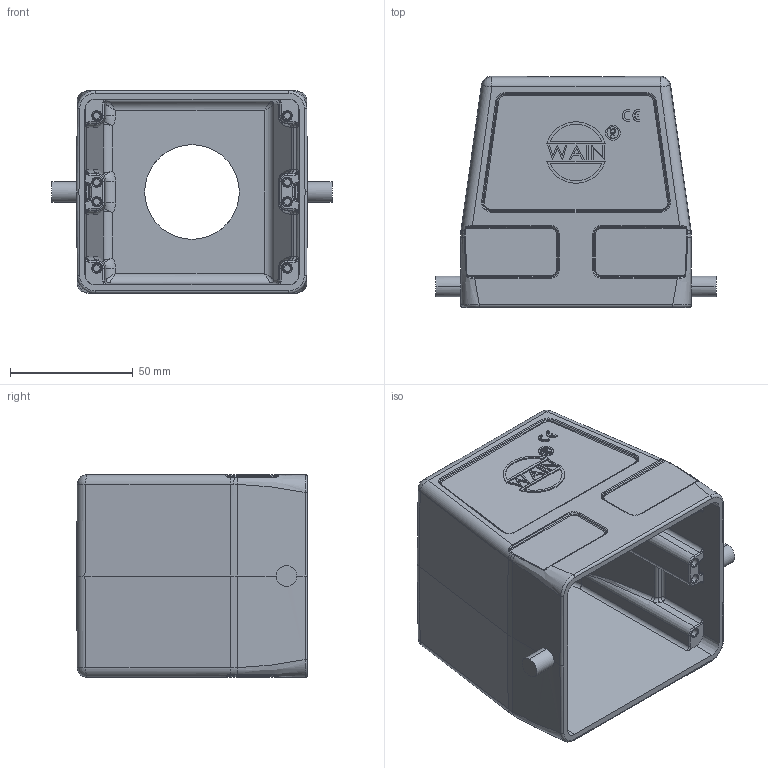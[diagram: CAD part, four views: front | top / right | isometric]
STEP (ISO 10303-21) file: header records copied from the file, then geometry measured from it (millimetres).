
FILE_DESCRIPTION(/* description */ (''),/* implementation_level */ '2;1');
FILE_NAME(/* name */ '3D_1110324151005_H32B-TE-2B-M40_V1.1.stp',/* time_stamp */ '2024-02-01T17:08:30+08:00',/* author */ (''),/* organization */ (''),/* preprocessor_version */ 'ST-DEVELOPER v18.1',/* originating_system */ 'SIEMENS PLM Software NX 1980',/* authorisation */ '');
FILE_SCHEMA (('AUTOMOTIVE_DESIGN { 1 0 10303 214 3 1 1 1 }'));
Length unit declared in the file: millimetre
Products named in the file (1): 3D_1110324151004_H32B-TE-2B-M32_V1.0_stp
Bounding box: 114 x 94 x 82.5 mm (x, y, z)
Volume: 158729.3 mm3; surface area: 71061.3 mm2
Topology: 1 solids, 1 shells, 643 faces, 1524 edges, 915 vertices
Faces by surface type: plane 241, cylinder 202, torus 116, cone 34, bspline 34, sphere 10, extrusion 6
Entity records: 21425 total; most frequent: CARTESIAN_POINT 7140, ORIENTED_EDGE 3020, DIRECTION 2835, EDGE_CURVE 1510, AXIS2_PLACEMENT_3D 1033, VERTEX_POINT 915, VECTOR 769, LINE 763
